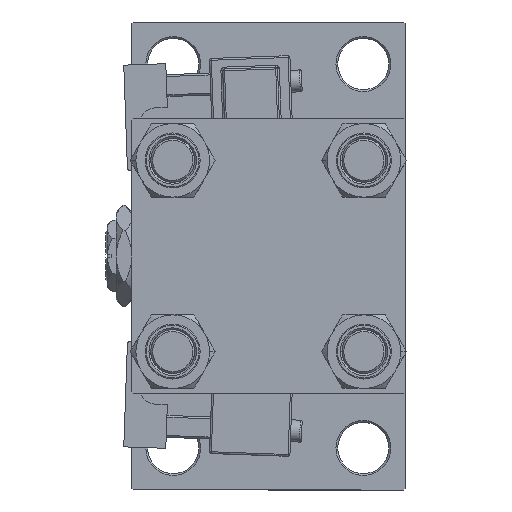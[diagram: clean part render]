
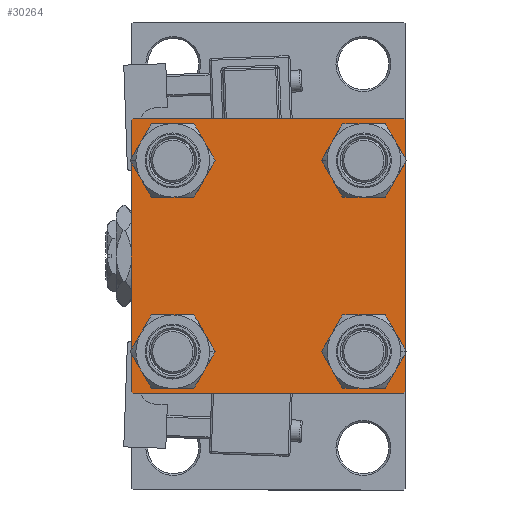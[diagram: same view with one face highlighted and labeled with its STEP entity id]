
A CAD part, left-side view. The second image highlights one B-rep face of the part: STEP entity #30264.
In plain terms, the highlighted planar face has unit normal (-1, 0, 0).
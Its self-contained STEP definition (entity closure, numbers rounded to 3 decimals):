
#194 = CARTESIAN_POINT ( 'NONE',  ( 0., -26.15, 26.15 ) ) ;
#613 = ORIENTED_EDGE ( 'NONE', *, *, #16027, .T. ) ;
#799 = LINE ( 'NONE', #28428, #2460 ) ;
#1274 = CARTESIAN_POINT ( 'NONE',  ( 0., 0., 0. ) ) ;
#1665 = CARTESIAN_POINT ( 'NONE',  ( 0., 26.15, -32.65 ) ) ;
#1915 = VERTEX_POINT ( 'NONE', #14106 ) ;
#2392 = VECTOR ( 'NONE', #42971, 1000. ) ;
#2460 = VECTOR ( 'NONE', #44274, 1000. ) ;
#2599 = AXIS2_PLACEMENT_3D ( 'NONE', #31207, #35105, #50962 ) ;
#2633 = DIRECTION ( 'NONE',  ( 0., 0., 1. ) ) ;
#2736 = ORIENTED_EDGE ( 'NONE', *, *, #15308, .T. ) ;
#2835 = DIRECTION ( 'NONE',  ( 0., 0., 1. ) ) ;
#3231 = EDGE_LOOP ( 'NONE', ( #5201, #27256 ) ) ;
#3319 = CARTESIAN_POINT ( 'NONE',  ( 0., -26.15, -19.65 ) ) ;
#4346 = ORIENTED_EDGE ( 'NONE', *, *, #34168, .T. ) ;
#4440 = EDGE_LOOP ( 'NONE', ( #24508, #22497 ) ) ;
#4863 = CARTESIAN_POINT ( 'NONE',  ( 0., -26.15, 32.65 ) ) ;
#4881 = DIRECTION ( 'NONE',  ( 0., 0., 1. ) ) ;
#5178 = CARTESIAN_POINT ( 'NONE',  ( 0., 26.15, -19.65 ) ) ;
#5201 = ORIENTED_EDGE ( 'NONE', *, *, #17726, .T. ) ;
#5385 = EDGE_LOOP ( 'NONE', ( #28825, #613 ) ) ;
#6852 = EDGE_CURVE ( 'NONE', #40275, #9821, #19531, .T. ) ;
#7237 = VECTOR ( 'NONE', #27577, 1000. ) ;
#7657 = VECTOR ( 'NONE', #43629, 1000. ) ;
#7851 = AXIS2_PLACEMENT_3D ( 'NONE', #46603, #10984, #2633 ) ;
#7890 = CIRCLE ( 'NONE', #46168, 6.5 ) ;
#8006 = CARTESIAN_POINT ( 'NONE',  ( 0., 37.5, -37.5 ) ) ;
#8814 = DIRECTION ( 'NONE',  ( 1., 0., 0. ) ) ;
#8922 = ORIENTED_EDGE ( 'NONE', *, *, #41164, .F. ) ;
#9821 = VERTEX_POINT ( 'NONE', #49797 ) ;
#10015 = VERTEX_POINT ( 'NONE', #23320 ) ;
#10675 = DIRECTION ( 'NONE',  ( 1., 0., 0. ) ) ;
#10699 = VERTEX_POINT ( 'NONE', #3319 ) ;
#10744 = LINE ( 'NONE', #18304, #2392 ) ;
#10984 = DIRECTION ( 'NONE',  ( 1., 0., 0. ) ) ;
#12038 = DIRECTION ( 'NONE',  ( 0., 0., 1. ) ) ;
#12424 = CARTESIAN_POINT ( 'NONE',  ( 0., -26.15, -32.65 ) ) ;
#12585 = CIRCLE ( 'NONE', #40006, 6.5 ) ;
#13336 = VERTEX_POINT ( 'NONE', #31746 ) ;
#13440 = EDGE_LOOP ( 'NONE', ( #48862, #4346, #2736, #18927, #8922, #29134, #35830, #39716 ) ) ;
#14106 = CARTESIAN_POINT ( 'NONE',  ( 0., 37.5, 37. ) ) ;
#14234 = EDGE_LOOP ( 'NONE', ( #27035, #38160 ) ) ;
#15041 = DIRECTION ( 'NONE',  ( 0., -1., 0. ) ) ;
#15308 = EDGE_CURVE ( 'NONE', #10015, #40275, #15560, .T. ) ;
#15560 = LINE ( 'NONE', #8006, #39120 ) ;
#15673 = CARTESIAN_POINT ( 'NONE',  ( 0., 37.25, -37.25 ) ) ;
#16027 = EDGE_CURVE ( 'NONE', #36463, #13336, #44128, .T. ) ;
#16572 = CARTESIAN_POINT ( 'NONE',  ( 0., 37.5, 37.5 ) ) ;
#17176 = DIRECTION ( 'NONE',  ( 0., 0., 1. ) ) ;
#17591 = EDGE_CURVE ( 'NONE', #13336, #36463, #18462, .T. ) ;
#17726 = EDGE_CURVE ( 'NONE', #34748, #40900, #22615, .T. ) ;
#17811 = DIRECTION ( 'NONE',  ( 0., 0., 1. ) ) ;
#18304 = CARTESIAN_POINT ( 'NONE',  ( 0., 37.5, 37.5 ) ) ;
#18431 = EDGE_CURVE ( 'NONE', #1915, #44351, #39213, .T. ) ;
#18462 = CIRCLE ( 'NONE', #23426, 6.5 ) ;
#18927 = ORIENTED_EDGE ( 'NONE', *, *, #6852, .T. ) ;
#19531 = LINE ( 'NONE', #30984, #28974 ) ;
#20365 = DIRECTION ( 'NONE',  ( 1., 0., 0. ) ) ;
#20943 = AXIS2_PLACEMENT_3D ( 'NONE', #44184, #8814, #32239 ) ;
#21137 = CIRCLE ( 'NONE', #7851, 6.5 ) ;
#21606 = FACE_BOUND ( 'NONE', #5385, .T. ) ;
#21639 = CARTESIAN_POINT ( 'NONE',  ( 0., 26.15, 19.65 ) ) ;
#22383 = AXIS2_PLACEMENT_3D ( 'NONE', #1274, #25766, #17176 ) ;
#22497 = ORIENTED_EDGE ( 'NONE', *, *, #38328, .T. ) ;
#22615 = CIRCLE ( 'NONE', #20943, 6.5 ) ;
#22861 = EDGE_CURVE ( 'NONE', #40900, #34748, #21137, .T. ) ;
#22889 = LINE ( 'NONE', #26290, #24338 ) ;
#23320 = CARTESIAN_POINT ( 'NONE',  ( 0., 37., -37.5 ) ) ;
#23426 = AXIS2_PLACEMENT_3D ( 'NONE', #50456, #34368, #37750 ) ;
#23615 = CARTESIAN_POINT ( 'NONE',  ( 0., -37., 37.5 ) ) ;
#23665 = AXIS2_PLACEMENT_3D ( 'NONE', #24259, #20365, #12038 ) ;
#24259 = CARTESIAN_POINT ( 'NONE',  ( 0., -26.15, -26.15 ) ) ;
#24338 = VECTOR ( 'NONE', #29940, 1000. ) ;
#24508 = ORIENTED_EDGE ( 'NONE', *, *, #48231, .T. ) ;
#24617 = EDGE_CURVE ( 'NONE', #30612, #44240, #7890, .T. ) ;
#25265 = FACE_BOUND ( 'NONE', #4440, .T. ) ;
#25646 = EDGE_CURVE ( 'NONE', #26436, #33556, #31480, .T. ) ;
#25766 = DIRECTION ( 'NONE',  ( -1., 0., 0. ) ) ;
#26290 = CARTESIAN_POINT ( 'NONE',  ( 0., -37.5, 37.5 ) ) ;
#26436 = VERTEX_POINT ( 'NONE', #40644 ) ;
#27035 = ORIENTED_EDGE ( 'NONE', *, *, #24617, .T. ) ;
#27256 = ORIENTED_EDGE ( 'NONE', *, *, #22861, .T. ) ;
#27577 = DIRECTION ( 'NONE',  ( 0., 0.707, 0.707 ) ) ;
#28428 = CARTESIAN_POINT ( 'NONE',  ( 0., 37.25, 37.25 ) ) ;
#28648 = CIRCLE ( 'NONE', #23665, 6.5 ) ;
#28825 = ORIENTED_EDGE ( 'NONE', *, *, #17591, .T. ) ;
#28974 = VECTOR ( 'NONE', #46834, 1000. ) ;
#29134 = ORIENTED_EDGE ( 'NONE', *, *, #25646, .T. ) ;
#29267 = CARTESIAN_POINT ( 'NONE',  ( 0., -26.15, -26.15 ) ) ;
#29668 = PLANE ( 'NONE',  #22383 ) ;
#29940 = DIRECTION ( 'NONE',  ( 0., 0., -1. ) ) ;
#30264 = ADVANCED_FACE ( 'NONE', ( #40599, #25265, #41367, #21606, #32803 ), #29668, .T. ) ;
#30612 = VERTEX_POINT ( 'NONE', #4863 ) ;
#30849 = CARTESIAN_POINT ( 'NONE',  ( 0., 37., 37.5 ) ) ;
#30984 = CARTESIAN_POINT ( 'NONE',  ( 0., -37.25, -37.25 ) ) ;
#31207 = CARTESIAN_POINT ( 'NONE',  ( 0., 26.15, 26.15 ) ) ;
#31480 = LINE ( 'NONE', #47335, #7237 ) ;
#31746 = CARTESIAN_POINT ( 'NONE',  ( 0., 26.15, 32.65 ) ) ;
#32239 = DIRECTION ( 'NONE',  ( 0., 0., 1. ) ) ;
#32281 = EDGE_CURVE ( 'NONE', #44240, #30612, #33969, .T. ) ;
#32803 = FACE_OUTER_BOUND ( 'NONE', #13440, .T. ) ;
#33240 = EDGE_CURVE ( 'NONE', #38187, #33556, #10744, .T. ) ;
#33556 = VERTEX_POINT ( 'NONE', #23615 ) ;
#33969 = CIRCLE ( 'NONE', #42266, 6.5 ) ;
#34168 = EDGE_CURVE ( 'NONE', #44351, #10015, #51314, .T. ) ;
#34368 = DIRECTION ( 'NONE',  ( 1., 0., 0. ) ) ;
#34429 = CARTESIAN_POINT ( 'NONE',  ( 0., -26.15, 19.65 ) ) ;
#34748 = VERTEX_POINT ( 'NONE', #5178 ) ;
#35105 = DIRECTION ( 'NONE',  ( 1., 0., 0. ) ) ;
#35371 = EDGE_CURVE ( 'NONE', #38187, #1915, #799, .T. ) ;
#35830 = ORIENTED_EDGE ( 'NONE', *, *, #33240, .F. ) ;
#36463 = VERTEX_POINT ( 'NONE', #21639 ) ;
#36538 = DIRECTION ( 'NONE',  ( 1., 0., 0. ) ) ;
#37750 = DIRECTION ( 'NONE',  ( 0., 0., 1. ) ) ;
#38160 = ORIENTED_EDGE ( 'NONE', *, *, #32281, .T. ) ;
#38187 = VERTEX_POINT ( 'NONE', #30849 ) ;
#38328 = EDGE_CURVE ( 'NONE', #48773, #10699, #12585, .T. ) ;
#38739 = CARTESIAN_POINT ( 'NONE',  ( 0., -37., -37.5 ) ) ;
#39120 = VECTOR ( 'NONE', #15041, 1000. ) ;
#39213 = LINE ( 'NONE', #16572, #7657 ) ;
#39716 = ORIENTED_EDGE ( 'NONE', *, *, #35371, .T. ) ;
#40006 = AXIS2_PLACEMENT_3D ( 'NONE', #29267, #36538, #17811 ) ;
#40275 = VERTEX_POINT ( 'NONE', #38739 ) ;
#40599 = FACE_BOUND ( 'NONE', #14234, .T. ) ;
#40644 = CARTESIAN_POINT ( 'NONE',  ( 0., -37.5, 37. ) ) ;
#40900 = VERTEX_POINT ( 'NONE', #1665 ) ;
#41164 = EDGE_CURVE ( 'NONE', #26436, #9821, #22889, .T. ) ;
#41367 = FACE_BOUND ( 'NONE', #3231, .T. ) ;
#42266 = AXIS2_PLACEMENT_3D ( 'NONE', #194, #48079, #4881 ) ;
#42902 = CARTESIAN_POINT ( 'NONE',  ( 0., -26.15, 26.15 ) ) ;
#42971 = DIRECTION ( 'NONE',  ( 0., -1., 0. ) ) ;
#43629 = DIRECTION ( 'NONE',  ( 0., 0., -1. ) ) ;
#44128 = CIRCLE ( 'NONE', #2599, 6.5 ) ;
#44184 = CARTESIAN_POINT ( 'NONE',  ( 0., 26.15, -26.15 ) ) ;
#44240 = VERTEX_POINT ( 'NONE', #34429 ) ;
#44274 = DIRECTION ( 'NONE',  ( 0., 0.707, -0.707 ) ) ;
#44351 = VERTEX_POINT ( 'NONE', #47130 ) ;
#44821 = VECTOR ( 'NONE', #47408, 1000. ) ;
#46168 = AXIS2_PLACEMENT_3D ( 'NONE', #42902, #10675, #2835 ) ;
#46603 = CARTESIAN_POINT ( 'NONE',  ( 0., 26.15, -26.15 ) ) ;
#46834 = DIRECTION ( 'NONE',  ( 0., -0.707, 0.707 ) ) ;
#47130 = CARTESIAN_POINT ( 'NONE',  ( 0., 37.5, -37. ) ) ;
#47335 = CARTESIAN_POINT ( 'NONE',  ( 0., -37.25, 37.25 ) ) ;
#47408 = DIRECTION ( 'NONE',  ( 0., -0.707, -0.707 ) ) ;
#48079 = DIRECTION ( 'NONE',  ( 1., 0., 0. ) ) ;
#48231 = EDGE_CURVE ( 'NONE', #10699, #48773, #28648, .T. ) ;
#48773 = VERTEX_POINT ( 'NONE', #12424 ) ;
#48862 = ORIENTED_EDGE ( 'NONE', *, *, #18431, .T. ) ;
#49797 = CARTESIAN_POINT ( 'NONE',  ( 0., -37.5, -37. ) ) ;
#50456 = CARTESIAN_POINT ( 'NONE',  ( 0., 26.15, 26.15 ) ) ;
#50962 = DIRECTION ( 'NONE',  ( 0., 0., 1. ) ) ;
#51314 = LINE ( 'NONE', #15673, #44821 ) ;
